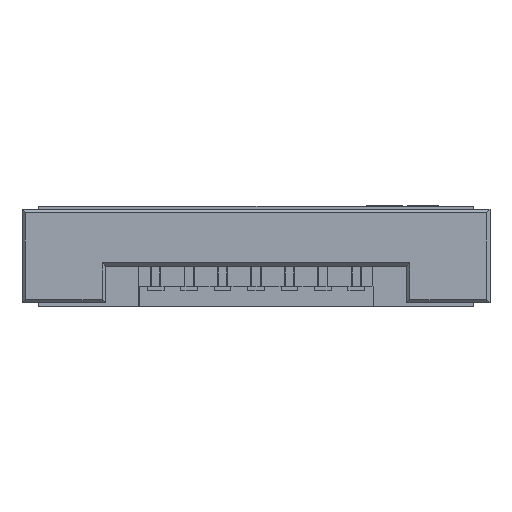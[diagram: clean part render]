
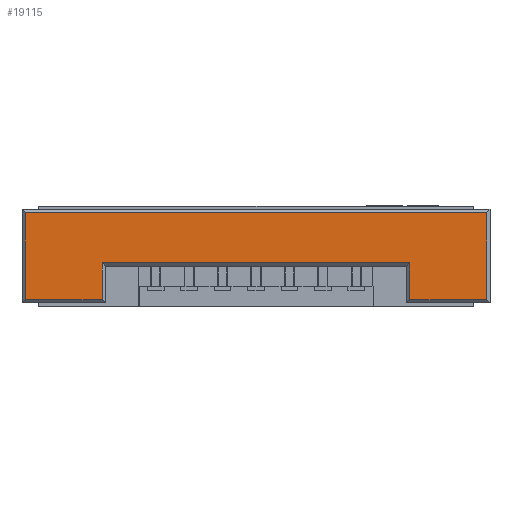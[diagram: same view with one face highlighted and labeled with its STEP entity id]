
A CAD part, front view. The second image highlights one B-rep face of the part: STEP entity #19115.
In plain terms, the highlighted planar face has unit normal (0, -1, 0).
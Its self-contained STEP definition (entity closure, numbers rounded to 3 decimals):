
#738 = CARTESIAN_POINT ( 'NONE',  ( -6.9, -3.375, 2.8 ) ) ;
#775 = EDGE_CURVE ( 'NONE', #7033, #12956, #11913, .T. ) ;
#842 = DIRECTION ( 'NONE',  ( 1., 0., 0. ) ) ;
#1220 = VERTEX_POINT ( 'NONE', #5507 ) ;
#1856 = ORIENTED_EDGE ( 'NONE', *, *, #19647, .T. ) ;
#2288 = CARTESIAN_POINT ( 'NONE',  ( -6.9, -3.375, 0.2 ) ) ;
#3039 = VECTOR ( 'NONE', #842, 1000. ) ;
#3997 = LINE ( 'NONE', #12640, #19927 ) ;
#4236 = AXIS2_PLACEMENT_3D ( 'NONE', #16128, #25104, #20239 ) ;
#4627 = CARTESIAN_POINT ( 'NONE',  ( -6.9, -3.375, 0.1 ) ) ;
#4737 = EDGE_CURVE ( 'NONE', #9787, #7033, #26939, .T. ) ;
#4780 = LINE ( 'NONE', #4627, #11612 ) ;
#5027 = ORIENTED_EDGE ( 'NONE', *, *, #775, .T. ) ;
#5197 = PLANE ( 'NONE',  #4236 ) ;
#5306 = ORIENTED_EDGE ( 'NONE', *, *, #4737, .T. ) ;
#5318 = CARTESIAN_POINT ( 'NONE',  ( 4.6, -3.375, 0.2 ) ) ;
#5507 = CARTESIAN_POINT ( 'NONE',  ( 4.6, -3.375, 1.3 ) ) ;
#5568 = EDGE_CURVE ( 'NONE', #1220, #7881, #18130, .T. ) ;
#5806 = CARTESIAN_POINT ( 'NONE',  ( -7., -3.375, 0.2 ) ) ;
#7033 = VERTEX_POINT ( 'NONE', #8297 ) ;
#7077 = CARTESIAN_POINT ( 'NONE',  ( -4.6, -3.375, 1.3 ) ) ;
#7308 = EDGE_CURVE ( 'NONE', #24327, #25244, #3997, .T. ) ;
#7881 = VERTEX_POINT ( 'NONE', #5318 ) ;
#8297 = CARTESIAN_POINT ( 'NONE',  ( 6.9, -3.375, 2.8 ) ) ;
#8373 = LINE ( 'NONE', #26164, #15635 ) ;
#8887 = DIRECTION ( 'NONE',  ( 0., 0., -1. ) ) ;
#9225 = EDGE_LOOP ( 'NONE', ( #17523, #15672, #10632, #26006, #5306, #5027, #17741, #1856 ) ) ;
#9787 = VERTEX_POINT ( 'NONE', #21177 ) ;
#9841 = EDGE_CURVE ( 'NONE', #25244, #1220, #8373, .T. ) ;
#10488 = VECTOR ( 'NONE', #14596, 1000. ) ;
#10632 = ORIENTED_EDGE ( 'NONE', *, *, #5568, .T. ) ;
#11468 = CARTESIAN_POINT ( 'NONE',  ( -4.6, -3.375, 0.2 ) ) ;
#11612 = VECTOR ( 'NONE', #8887, 1000. ) ;
#11778 = LINE ( 'NONE', #5806, #3039 ) ;
#11913 = LINE ( 'NONE', #27429, #10488 ) ;
#12347 = CARTESIAN_POINT ( 'NONE',  ( -7., -3.375, 0.2 ) ) ;
#12640 = CARTESIAN_POINT ( 'NONE',  ( -4.6, -3.375, 1.2 ) ) ;
#12956 = VERTEX_POINT ( 'NONE', #738 ) ;
#13319 = VECTOR ( 'NONE', #18451, 1000. ) ;
#13328 = DIRECTION ( 'NONE',  ( 0., 0., -1. ) ) ;
#14057 = EDGE_CURVE ( 'NONE', #7881, #9787, #11778, .T. ) ;
#14596 = DIRECTION ( 'NONE',  ( -1., 0., 0. ) ) ;
#15635 = VECTOR ( 'NONE', #21866, 1000. ) ;
#15672 = ORIENTED_EDGE ( 'NONE', *, *, #9841, .T. ) ;
#16128 = CARTESIAN_POINT ( 'NONE',  ( -7., -3.375, 0. ) ) ;
#16385 = VECTOR ( 'NONE', #18524, 1000. ) ;
#16796 = VERTEX_POINT ( 'NONE', #2288 ) ;
#17523 = ORIENTED_EDGE ( 'NONE', *, *, #7308, .T. ) ;
#17741 = ORIENTED_EDGE ( 'NONE', *, *, #27268, .T. ) ;
#18130 = LINE ( 'NONE', #22291, #20044 ) ;
#18451 = DIRECTION ( 'NONE',  ( 1., 0., 0. ) ) ;
#18524 = DIRECTION ( 'NONE',  ( 0., 0., 1. ) ) ;
#18587 = LINE ( 'NONE', #12347, #13319 ) ;
#19115 = ADVANCED_FACE ( 'NONE', ( #27234 ), #5197, .T. ) ;
#19647 = EDGE_CURVE ( 'NONE', #16796, #24327, #18587, .T. ) ;
#19927 = VECTOR ( 'NONE', #21321, 1000. ) ;
#20044 = VECTOR ( 'NONE', #13328, 1000. ) ;
#20239 = DIRECTION ( 'NONE',  ( 0., 0., 1. ) ) ;
#21177 = CARTESIAN_POINT ( 'NONE',  ( 6.9, -3.375, 0.2 ) ) ;
#21321 = DIRECTION ( 'NONE',  ( 0., 0., 1. ) ) ;
#21866 = DIRECTION ( 'NONE',  ( 1., 0., 0. ) ) ;
#22291 = CARTESIAN_POINT ( 'NONE',  ( 4.6, -3.375, 0.1 ) ) ;
#24327 = VERTEX_POINT ( 'NONE', #11468 ) ;
#25100 = CARTESIAN_POINT ( 'NONE',  ( 6.9, -3.375, 0. ) ) ;
#25104 = DIRECTION ( 'NONE',  ( 0., -1., 0. ) ) ;
#25244 = VERTEX_POINT ( 'NONE', #7077 ) ;
#26006 = ORIENTED_EDGE ( 'NONE', *, *, #14057, .T. ) ;
#26164 = CARTESIAN_POINT ( 'NONE',  ( -7., -3.375, 1.3 ) ) ;
#26939 = LINE ( 'NONE', #25100, #16385 ) ;
#27234 = FACE_OUTER_BOUND ( 'NONE', #9225, .T. ) ;
#27268 = EDGE_CURVE ( 'NONE', #12956, #16796, #4780, .T. ) ;
#27429 = CARTESIAN_POINT ( 'NONE',  ( -7., -3.375, 2.8 ) ) ;
